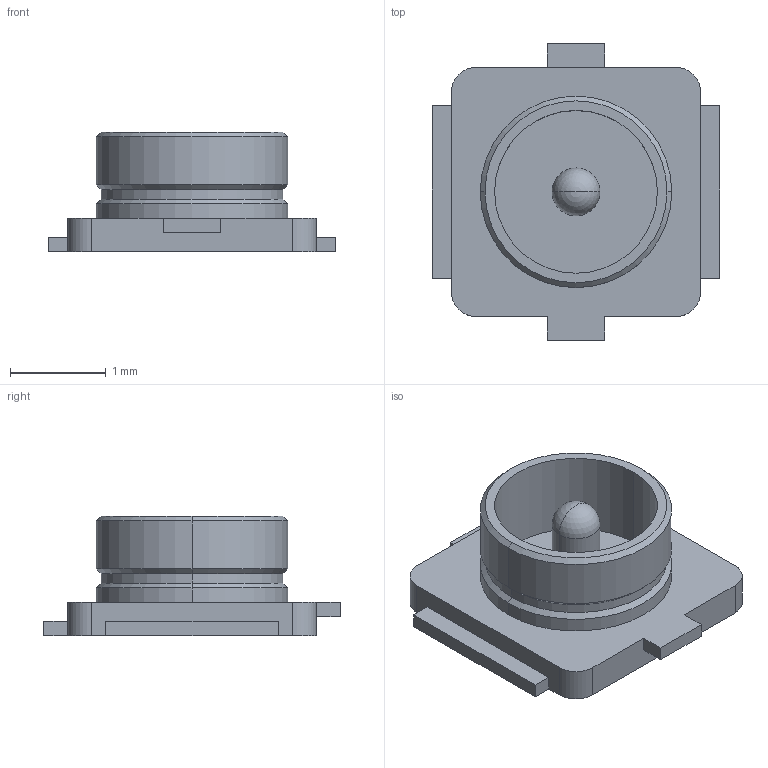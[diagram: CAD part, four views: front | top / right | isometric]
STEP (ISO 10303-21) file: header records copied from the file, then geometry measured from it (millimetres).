
FILE_DESCRIPTION((''),'2;1');
FILE_NAME('C-2337019-1','2019-03-07T07:14:33',('workeradm'),('TE Connectivity Ltd.'),'CREO PARAMETRIC BY PTC INC, 2018190','CREO PARAMETRIC BY PTC INC, 2018190','');
FILE_SCHEMA(('AUTOMOTIVE_DESIGN { 1 0 10303 214 1 1 1 1 }'));
Length unit declared in the file: millimetre
Products named in the file (1): C-2337019-1
Bounding box: 3 x 3.1 x 1.25 mm (x, y, z)
Volume: 3.4 mm3; surface area: 30.9 mm2
Topology: 1 solids, 1 shells, 46 faces, 114 edges, 71 vertices
Faces by surface type: plane 24, cylinder 14, cone 6, sphere 2
Entity records: 1385 total; most frequent: DIRECTION 236, CARTESIAN_POINT 231, ORIENTED_EDGE 224, EDGE_CURVE 112, VECTOR 80, LINE 80, AXIS2_PLACEMENT_3D 78, VERTEX_POINT 71
